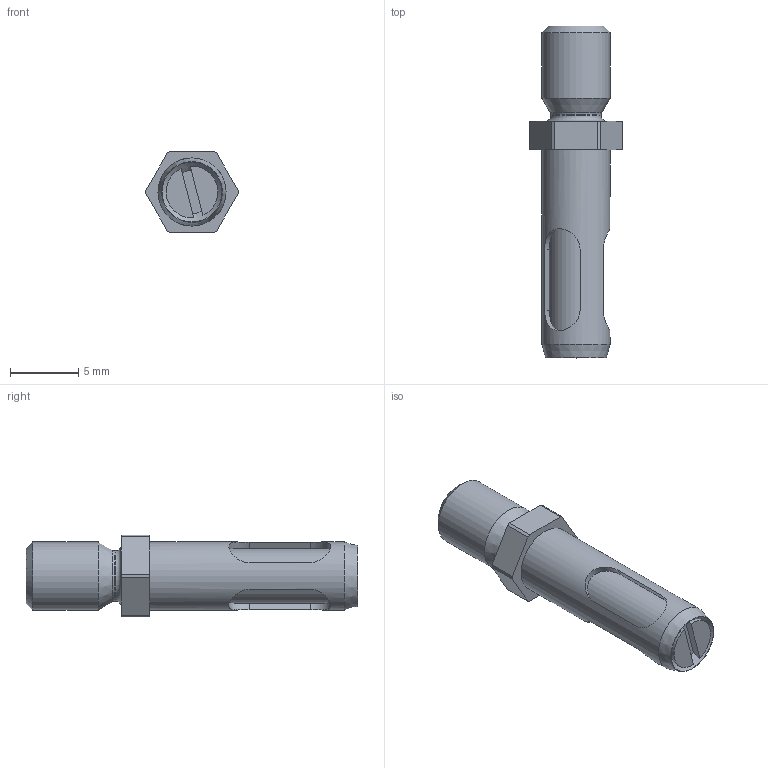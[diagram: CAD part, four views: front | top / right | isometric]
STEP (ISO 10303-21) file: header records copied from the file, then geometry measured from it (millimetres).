
FILE_DESCRIPTION(/* description */ ('G-GIS005-2.1-1 '),/* implementation_level */ '2;1');
FILE_NAME(/* name */ 'G-GIS005.stp',/* time_stamp */ '2016-02-29T12:24:58+01:00',/* author */ ('tbrink'),/* organization */ ('GRIP GmbH'),/* preprocessor_version */ 'ST-DEVELOPER v15.2',/* originating_system */ 'Autodesk Inventor 2014',/* authorisation */ '');
FILE_SCHEMA (('AUTOMOTIVE_DESIGN { 1 0 10303 214 3 1 1 }'));
Length unit declared in the file: millimetre
Products named in the file (5): G-GIS005-2.1-1 Dorn; G-GIS005-1.1-1 Hülse; G-GI005-3.1-1 Schlauch; ISO 2009 - M2 x 4DIN EN 2; G-GIS005
Assembly tree (4 placements, depth 2):
  G-GIS005
    G-GIS005-2.1-1 Dorn
    G-GIS005-1.1-1 Hülse
    G-GI005-3.1-1 Schlauch
    ISO 2009 - M2 x 4DIN EN 2
Bounding box: 6.8 x 24.4 x 6 mm (x, y, z)
Volume: 383.6 mm3; surface area: 1143 mm2
Topology: 4 solids, 4 shells, 74 faces, 175 edges, 111 vertices
Faces by surface type: cylinder 30, plane 28, cone 14, torus 2
Full cylindrical faces by diameter (mm): 1.3 x2, 1.5 x1, 1.509 x1, 1.567 x1, 2 x1, 2.2 x1, 2.459 x1, 2.8 x1, 3 x1, 3.7 x1, 3.9 x1, 4 x2, 5 x2
Entity records: 2364 total; most frequent: CARTESIAN_POINT 701, DIRECTION 334, ORIENTED_EDGE 264, AXIS2_PLACEMENT_3D 139, EDGE_CURVE 132, EDGE_LOOP 124, VERTEX_POINT 102, ADVANCED_FACE 74
